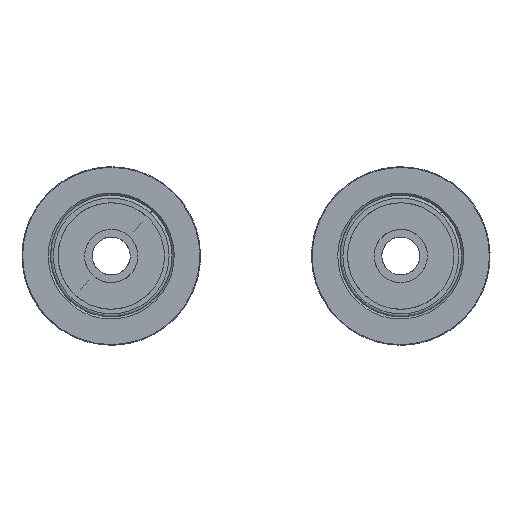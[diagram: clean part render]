
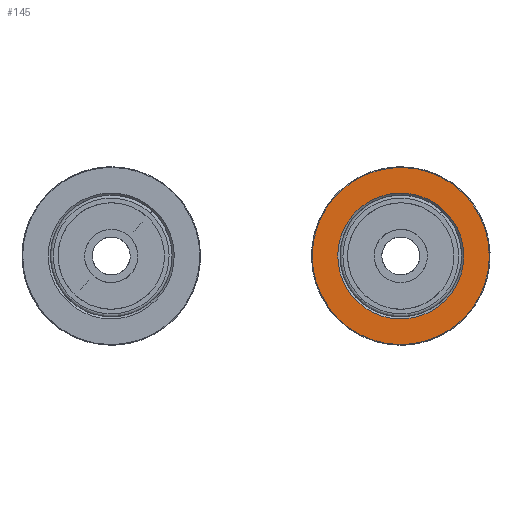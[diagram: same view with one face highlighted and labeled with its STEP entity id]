
A CAD part, front view. The second image highlights one B-rep face of the part: STEP entity #145.
In plain terms, the highlighted planar face has unit normal (0, -1, 0).
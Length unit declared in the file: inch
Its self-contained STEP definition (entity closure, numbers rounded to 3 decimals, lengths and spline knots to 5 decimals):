
#145=ADVANCED_FACE('',(#361,#321),#3173,.T.);
#321=FACE_BOUND('',#538,.T.);
#361=FACE_OUTER_BOUND('',#537,.T.);
#537=EDGE_LOOP('',(#753,#754));
#538=EDGE_LOOP('',(#755,#756,#757,#758));
#753=ORIENTED_EDGE('',*,*,#1723,.F.);
#754=ORIENTED_EDGE('',*,*,#1724,.F.);
#755=ORIENTED_EDGE('',*,*,#1794,.F.);
#756=ORIENTED_EDGE('',*,*,#1772,.F.);
#757=ORIENTED_EDGE('',*,*,#1776,.T.);
#758=ORIENTED_EDGE('',*,*,#1771,.T.);
#1723=EDGE_CURVE('',#2690,#2689,#2311,.T.);
#1724=EDGE_CURVE('',#2689,#2690,#2312,.T.);
#1771=EDGE_CURVE('',#2731,#2692,#2348,.T.);
#1772=EDGE_CURVE('',#2691,#2738,#2349,.T.);
#1776=EDGE_CURVE('',#2691,#2731,#2352,.T.);
#1794=EDGE_CURVE('',#2738,#2692,#2358,.T.);
#2311=(
BOUNDED_CURVE()
B_SPLINE_CURVE(2,(#3628,#3629,#3630,#3631,#3632),.UNSPECIFIED.,.F.,.F.)
B_SPLINE_CURVE_WITH_KNOTS((3,2,3),(0.,18.29978,36.59955),
 .UNSPECIFIED.)
CURVE()
GEOMETRIC_REPRESENTATION_ITEM()
RATIONAL_B_SPLINE_CURVE((1.,0.707,1.,0.707,1.))
REPRESENTATION_ITEM('')
);
#2312=(
BOUNDED_CURVE()
B_SPLINE_CURVE(2,(#3633,#3634,#3635,#3636,#3637),.UNSPECIFIED.,.F.,.F.)
B_SPLINE_CURVE_WITH_KNOTS((3,2,3),(36.59955,54.89933,73.19911),
 .UNSPECIFIED.)
CURVE()
GEOMETRIC_REPRESENTATION_ITEM()
RATIONAL_B_SPLINE_CURVE((1.,0.707,1.,0.707,1.))
REPRESENTATION_ITEM('')
);
#2348=(
BOUNDED_CURVE()
B_SPLINE_CURVE(2,(#3799,#3800,#3801),.UNSPECIFIED.,.F.,.F.)
B_SPLINE_CURVE_WITH_KNOTS((3,3),(39.05227,52.0697),
 .UNSPECIFIED.)
CURVE()
GEOMETRIC_REPRESENTATION_ITEM()
RATIONAL_B_SPLINE_CURVE((1.,0.707,1.))
REPRESENTATION_ITEM('')
);
#2349=(
BOUNDED_CURVE()
B_SPLINE_CURVE(2,(#3802,#3803,#3804),.UNSPECIFIED.,.F.,.F.)
B_SPLINE_CURVE_WITH_KNOTS((3,3),(-26.03485,-13.01742),
 .UNSPECIFIED.)
CURVE()
GEOMETRIC_REPRESENTATION_ITEM()
RATIONAL_B_SPLINE_CURVE((1.,0.707,1.))
REPRESENTATION_ITEM('')
);
#2352=(
BOUNDED_CURVE()
B_SPLINE_CURVE(2,(#3815,#3816,#3817),.UNSPECIFIED.,.F.,.F.)
B_SPLINE_CURVE_WITH_KNOTS((3,3),(26.03485,39.05227),
 .UNSPECIFIED.)
CURVE()
GEOMETRIC_REPRESENTATION_ITEM()
RATIONAL_B_SPLINE_CURVE((1.,0.707,1.))
REPRESENTATION_ITEM('')
);
#2358=(
BOUNDED_CURVE()
B_SPLINE_CURVE(2,(#3857,#3858,#3859),.UNSPECIFIED.,.F.,.F.)
B_SPLINE_CURVE_WITH_KNOTS((3,3),(-13.01742,0.),.UNSPECIFIED.)
CURVE()
GEOMETRIC_REPRESENTATION_ITEM()
RATIONAL_B_SPLINE_CURVE((1.,0.707,1.))
REPRESENTATION_ITEM('')
);
#2689=VERTEX_POINT('',#3568);
#2690=VERTEX_POINT('',#3569);
#2691=VERTEX_POINT('',#3570);
#2692=VERTEX_POINT('',#3571);
#2731=VERTEX_POINT('',#3610);
#2738=VERTEX_POINT('',#3617);
#3173=PLANE('',#3236);
#3236=AXIS2_PLACEMENT_3D('',#3322,#3279,$);
#3279=DIRECTION('',(0.,-1.,0.));
#3322=CARTESIAN_POINT('',(0.71497,-0.2,-0.00663));
#3568=CARTESIAN_POINT('',(1.17843,-0.2,-0.32705));
#3569=CARTESIAN_POINT('',(1.82157,-0.2,0.32705));
#3570=CARTESIAN_POINT('',(1.73265,-0.2,-0.22875));
#3571=CARTESIAN_POINT('',(1.26735,-0.2,0.22875));
#3610=CARTESIAN_POINT('',(1.27125,-0.2,-0.23265));
#3617=CARTESIAN_POINT('',(1.72875,-0.2,0.23265));
#3628=CARTESIAN_POINT('',(1.82157,-0.2,0.32705));
#3629=CARTESIAN_POINT('',(2.14862,-0.2,0.00548));
#3630=CARTESIAN_POINT('',(1.82705,-0.2,-0.32157));
#3631=CARTESIAN_POINT('',(1.50548,-0.2,-0.64862));
#3632=CARTESIAN_POINT('',(1.17843,-0.2,-0.32705));
#3633=CARTESIAN_POINT('',(1.17843,-0.2,-0.32705));
#3634=CARTESIAN_POINT('',(0.85138,-0.2,-0.00548));
#3635=CARTESIAN_POINT('',(1.17295,-0.2,0.32157));
#3636=CARTESIAN_POINT('',(1.49452,-0.2,0.64862));
#3637=CARTESIAN_POINT('',(1.82157,-0.2,0.32705));
#3799=CARTESIAN_POINT('',(1.27125,-0.2,-0.23265));
#3800=CARTESIAN_POINT('',(1.03861,-0.2,-0.0039));
#3801=CARTESIAN_POINT('',(1.26735,-0.2,0.22875));
#3802=CARTESIAN_POINT('',(1.73265,-0.2,-0.22875));
#3803=CARTESIAN_POINT('',(1.96139,-0.2,0.0039));
#3804=CARTESIAN_POINT('',(1.72875,-0.2,0.23265));
#3815=CARTESIAN_POINT('',(1.73265,-0.2,-0.22875));
#3816=CARTESIAN_POINT('',(1.5039,-0.2,-0.46139));
#3817=CARTESIAN_POINT('',(1.27125,-0.2,-0.23265));
#3857=CARTESIAN_POINT('',(1.72875,-0.2,0.23265));
#3858=CARTESIAN_POINT('',(1.4961,-0.2,0.46139));
#3859=CARTESIAN_POINT('',(1.26735,-0.2,0.22875));
